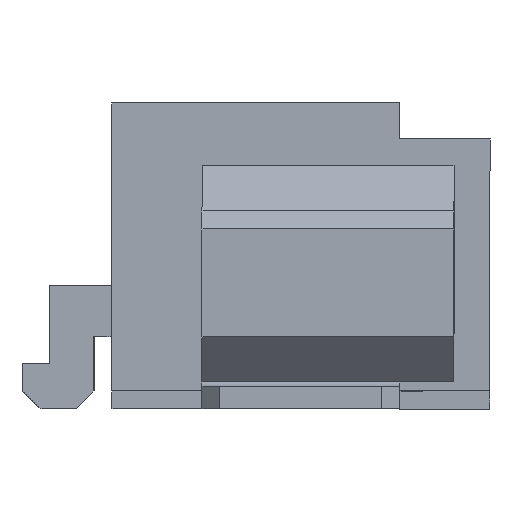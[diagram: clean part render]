
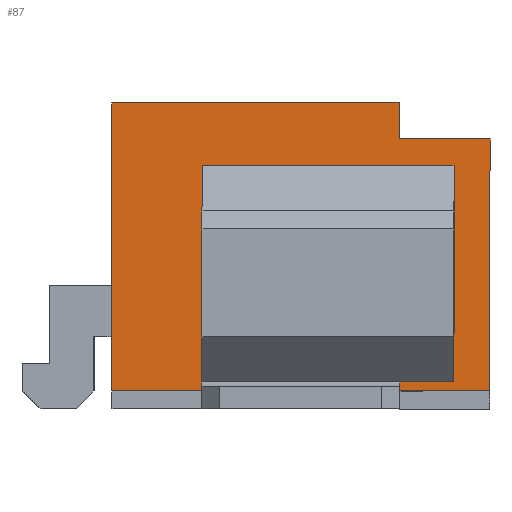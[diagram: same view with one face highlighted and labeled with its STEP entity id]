
A CAD part, left-side view. The second image highlights one B-rep face of the part: STEP entity #87.
In plain terms, the highlighted planar face has unit normal (-1, 0, 0).
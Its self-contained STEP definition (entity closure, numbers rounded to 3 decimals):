
#58=FACE_BOUND('',#819,.T.);
#59=FACE_BOUND('',#820,.T.);
#87=ADVANCED_FACE('',(#58,#59),#335,.F.);
#335=PLANE('',#4894);
#819=EDGE_LOOP('',(#1162,#1163,#1164,#1165,#1166,#1167));
#820=EDGE_LOOP('',(#1168,#1169,#1170,#1171));
#1162=ORIENTED_EDGE('',*,*,#2960,.F.);
#1163=ORIENTED_EDGE('',*,*,#2961,.T.);
#1164=ORIENTED_EDGE('',*,*,#2962,.F.);
#1165=ORIENTED_EDGE('',*,*,#2963,.F.);
#1166=ORIENTED_EDGE('',*,*,#2920,.F.);
#1167=ORIENTED_EDGE('',*,*,#2964,.F.);
#1168=ORIENTED_EDGE('',*,*,#2965,.F.);
#1169=ORIENTED_EDGE('',*,*,#2966,.F.);
#1170=ORIENTED_EDGE('',*,*,#2967,.T.);
#1171=ORIENTED_EDGE('',*,*,#2968,.T.);
#2467=VERTEX_POINT('',#6417);
#2468=VERTEX_POINT('',#6419);
#2502=VERTEX_POINT('',#6496);
#2503=VERTEX_POINT('',#6497);
#2504=VERTEX_POINT('',#6499);
#2505=VERTEX_POINT('',#6501);
#2506=VERTEX_POINT('',#6505);
#2507=VERTEX_POINT('',#6506);
#2508=VERTEX_POINT('',#6508);
#2509=VERTEX_POINT('',#6510);
#2920=EDGE_CURVE('',#2467,#2468,#3598,.T.);
#2960=EDGE_CURVE('',#2502,#2503,#3638,.T.);
#2961=EDGE_CURVE('',#2502,#2504,#3639,.T.);
#2962=EDGE_CURVE('',#2505,#2504,#3640,.T.);
#2963=EDGE_CURVE('',#2468,#2505,#3641,.T.);
#2964=EDGE_CURVE('',#2503,#2467,#3642,.T.);
#2965=EDGE_CURVE('',#2506,#2507,#3643,.T.);
#2966=EDGE_CURVE('',#2508,#2506,#3644,.T.);
#2967=EDGE_CURVE('',#2508,#2509,#3645,.T.);
#2968=EDGE_CURVE('',#2509,#2507,#3646,.T.);
#3598=LINE('',#6418,#4260);
#3638=LINE('',#6495,#4300);
#3639=LINE('',#6498,#4301);
#3640=LINE('',#6500,#4302);
#3641=LINE('',#6502,#4303);
#3642=LINE('',#6503,#4304);
#3643=LINE('',#6504,#4305);
#3644=LINE('',#6507,#4306);
#3645=LINE('',#6509,#4307);
#3646=LINE('',#6511,#4308);
#4260=VECTOR('',#5197,1.);
#4300=VECTOR('',#5243,1.);
#4301=VECTOR('',#5244,1.);
#4302=VECTOR('',#5245,1.);
#4303=VECTOR('',#5246,1.);
#4304=VECTOR('',#5247,1.);
#4305=VECTOR('',#5248,1.);
#4306=VECTOR('',#5249,1.);
#4307=VECTOR('',#5250,1.);
#4308=VECTOR('',#5251,1.);
#4894=AXIS2_PLACEMENT_3D('',#6512,#5252,#5253);
#5197=DIRECTION('',(0.,1.,0.));
#5243=DIRECTION('',(0.,-1.,0.));
#5244=DIRECTION('',(0.,0.,1.));
#5245=DIRECTION('',(0.,-1.,0.));
#5246=DIRECTION('',(0.,0.,1.));
#5247=DIRECTION('',(0.,0.,-1.));
#5248=DIRECTION('',(0.,0.,-1.));
#5249=DIRECTION('',(0.,1.,0.));
#5250=DIRECTION('',(0.,0.,-1.));
#5251=DIRECTION('',(0.,1.,0.));
#5252=DIRECTION('',(1.,0.,0.));
#5253=DIRECTION('',(0.,0.,-1.));
#6417=CARTESIAN_POINT('',(-5.875,1.,0.));
#6418=CARTESIAN_POINT('',(-5.875,1.,0.));
#6419=CARTESIAN_POINT('',(-5.875,5.2,0.));
#6495=CARTESIAN_POINT('',(-5.875,2.,2.8));
#6496=CARTESIAN_POINT('',(-5.875,2.,2.8));
#6497=CARTESIAN_POINT('',(-5.875,1.,2.8));
#6498=CARTESIAN_POINT('',(-5.875,2.,2.8));
#6499=CARTESIAN_POINT('',(-5.875,2.,3.2));
#6500=CARTESIAN_POINT('',(-5.875,5.2,3.2));
#6501=CARTESIAN_POINT('',(-5.875,5.2,3.2));
#6502=CARTESIAN_POINT('',(-5.875,5.2,0.));
#6503=CARTESIAN_POINT('',(-5.875,1.,3.2));
#6504=CARTESIAN_POINT('',(-5.875,4.2,2.5));
#6505=CARTESIAN_POINT('',(-5.875,4.2,2.5));
#6506=CARTESIAN_POINT('',(-5.875,4.2,0.1));
#6507=CARTESIAN_POINT('',(-5.875,1.4,2.5));
#6508=CARTESIAN_POINT('',(-5.875,1.4,2.5));
#6509=CARTESIAN_POINT('',(-5.875,1.4,2.5));
#6510=CARTESIAN_POINT('',(-5.875,1.4,0.1));
#6511=CARTESIAN_POINT('',(-5.875,1.4,0.1));
#6512=CARTESIAN_POINT('',(-5.875,0.,0.));
